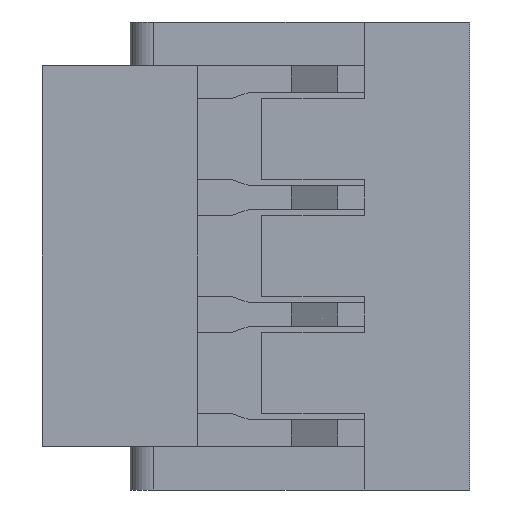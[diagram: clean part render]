
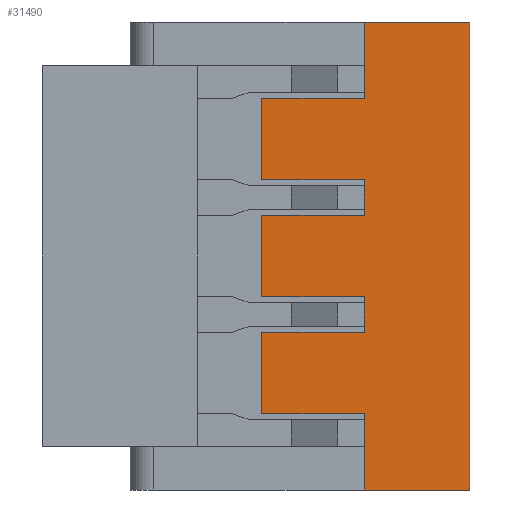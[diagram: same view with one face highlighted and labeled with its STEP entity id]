
A CAD part, left-side view. The second image highlights one B-rep face of the part: STEP entity #31490.
In plain terms, the highlighted planar face has unit normal (-1, 0, 0).
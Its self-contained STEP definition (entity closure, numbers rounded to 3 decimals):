
#3140=CARTESIAN_POINT('',(-4.26,-0.4,18.7));
#3150=VERTEX_POINT('',#3140);
#3200=CARTESIAN_POINT('',(-4.26,-0.4,18.));
#3210=DIRECTION('',(0.,0.,-1.));
#3220=VECTOR('',#3210,1.);
#3230=LINE('',#3200,#3220);
#3240=CARTESIAN_POINT('',(-4.26,-0.4,17.3));
#3250=VERTEX_POINT('',#3240);
#3260=EDGE_CURVE('',#3150,#3250,#3230,.T.);
#6540=CARTESIAN_POINT('',(-4.26,0.,17.3));
#6550=DIRECTION('',(0.,1.,0.));
#6560=VECTOR('',#6550,1.);
#6570=LINE('',#6540,#6560);
#6580=CARTESIAN_POINT('',(-4.26,-2.15,17.3));
#6590=VERTEX_POINT('',#6580);
#6600=EDGE_CURVE('',#6590,#3250,#6570,.T.);
#8120=CARTESIAN_POINT('',(-4.26,-2.15,16.));
#8130=DIRECTION('',(0.,0.,-1.));
#8140=VECTOR('',#8130,1.);
#8150=LINE('',#8120,#8140);
#8160=CARTESIAN_POINT('',(-4.26,-2.15,16.7));
#8170=VERTEX_POINT('',#8160);
#8180=EDGE_CURVE('',#6590,#8170,#8150,.T.);
#19470=CARTESIAN_POINT('',(-4.26,-3.95,20.));
#19480=VERTEX_POINT('',#19470);
#19510=CARTESIAN_POINT('',(-4.26,-3.95,20.));
#19520=DIRECTION('',(0.,1.,0.));
#19530=VECTOR('',#19520,1.);
#19540=LINE('',#19510,#19530);
#19550=CARTESIAN_POINT('',(-4.26,-2.15,20.));
#19560=VERTEX_POINT('',#19550);
#19570=EDGE_CURVE('',#19480,#19560,#19540,.T.);
#20090=CARTESIAN_POINT('',(-4.26,-0.4,16.7));
#20100=VERTEX_POINT('',#20090);
#20240=CARTESIAN_POINT('',(-4.26,0.,16.7));
#20250=DIRECTION('',(0.,1.,0.));
#20260=VECTOR('',#20250,1.);
#20270=LINE('',#20240,#20260);
#20280=EDGE_CURVE('',#8170,#20100,#20270,.T.);
#29320=CARTESIAN_POINT('',(-4.26,-3.95,12.));
#29330=VERTEX_POINT('',#29320);
#29360=CARTESIAN_POINT('',(-4.26,-3.95,6.));
#29370=DIRECTION('',(0.,0.,1.));
#29380=VECTOR('',#29370,1.);
#29390=LINE('',#29360,#29380);
#29400=EDGE_CURVE('',#29330,#19480,#29390,.T.);
#29950=CARTESIAN_POINT('',(-4.26,-0.4,16.));
#29960=DIRECTION('',(0.,0.,-1.));
#29970=VECTOR('',#29960,1.);
#29980=LINE('',#29950,#29970);
#29990=CARTESIAN_POINT('',(-4.26,-0.4,15.3));
#30000=VERTEX_POINT('',#29990);
#30010=EDGE_CURVE('',#20100,#30000,#29980,.T.);
#30250=CARTESIAN_POINT('',(-4.26,0.,13.3));
#30260=DIRECTION('',(0.,1.,0.));
#30270=VECTOR('',#30260,1.);
#30280=LINE('',#30250,#30270);
#30290=CARTESIAN_POINT('',(-4.26,-2.15,13.3));
#30300=VERTEX_POINT('',#30290);
#30310=CARTESIAN_POINT('',(-4.26,-0.4,13.3));
#30320=VERTEX_POINT('',#30310);
#30330=EDGE_CURVE('',#30300,#30320,#30280,.T.);
#30760=CARTESIAN_POINT('',(-4.26,-0.4,12.));
#30770=DIRECTION('',(1.,0.,0.));
#30780=DIRECTION('',(0.,-1.,0.));
#30790=AXIS2_PLACEMENT_3D('',#30760,#30770,#30780);
#30800=PLANE('',#30790);
#30810=ORIENTED_EDGE('',*,*,#20280,.T.);
#30820=ORIENTED_EDGE('',*,*,#8180,.T.);
#30830=ORIENTED_EDGE('',*,*,#6600,.F.);
#30840=ORIENTED_EDGE('',*,*,#3260,.T.);
#30850=CARTESIAN_POINT('',(-4.26,0.,18.7));
#30860=DIRECTION('',(0.,1.,0.));
#30870=VECTOR('',#30860,1.);
#30880=LINE('',#30850,#30870);
#30890=CARTESIAN_POINT('',(-4.26,-2.15,18.7));
#30900=VERTEX_POINT('',#30890);
#30910=EDGE_CURVE('',#30900,#3150,#30880,.T.);
#30920=ORIENTED_EDGE('',*,*,#30910,.T.);
#30930=CARTESIAN_POINT('',(-4.26,-2.15,19.25));
#30940=DIRECTION('',(0.,0.,1.));
#30950=VECTOR('',#30940,1.);
#30960=LINE('',#30930,#30950);
#30970=EDGE_CURVE('',#30900,#19560,#30960,.T.);
#30980=ORIENTED_EDGE('',*,*,#30970,.F.);
#30990=ORIENTED_EDGE('',*,*,#19570,.T.);
#31000=ORIENTED_EDGE('',*,*,#29400,.T.);
#31010=CARTESIAN_POINT('',(-4.26,-3.95,12.));
#31020=DIRECTION('',(0.,1.,0.));
#31030=VECTOR('',#31020,1.);
#31040=LINE('',#31010,#31030);
#31050=CARTESIAN_POINT('',(-4.26,-2.15,12.));
#31060=VERTEX_POINT('',#31050);
#31070=EDGE_CURVE('',#29330,#31060,#31040,.T.);
#31080=ORIENTED_EDGE('',*,*,#31070,.F.);
#31090=CARTESIAN_POINT('',(-4.26,-2.15,12.75));
#31100=DIRECTION('',(0.,0.,-1.));
#31110=VECTOR('',#31100,1.);
#31120=LINE('',#31090,#31110);
#31130=EDGE_CURVE('',#30300,#31060,#31120,.T.);
#31140=ORIENTED_EDGE('',*,*,#31130,.T.);
#31150=ORIENTED_EDGE('',*,*,#30330,.F.);
#31160=CARTESIAN_POINT('',(-4.26,-0.4,14.));
#31170=DIRECTION('',(0.,0.,1.));
#31180=VECTOR('',#31170,1.);
#31190=LINE('',#31160,#31180);
#31200=CARTESIAN_POINT('',(-4.26,-0.4,14.7));
#31210=VERTEX_POINT('',#31200);
#31220=EDGE_CURVE('',#30320,#31210,#31190,.T.);
#31230=ORIENTED_EDGE('',*,*,#31220,.F.);
#31240=CARTESIAN_POINT('',(-4.26,0.,14.7));
#31250=DIRECTION('',(0.,1.,0.));
#31260=VECTOR('',#31250,1.);
#31270=LINE('',#31240,#31260);
#31280=CARTESIAN_POINT('',(-4.26,-2.15,14.7));
#31290=VERTEX_POINT('',#31280);
#31300=EDGE_CURVE('',#31290,#31210,#31270,.T.);
#31310=ORIENTED_EDGE('',*,*,#31300,.T.);
#31320=CARTESIAN_POINT('',(-4.26,-2.15,16.));
#31330=DIRECTION('',(0.,0.,1.));
#31340=VECTOR('',#31330,1.);
#31350=LINE('',#31320,#31340);
#31360=CARTESIAN_POINT('',(-4.26,-2.15,15.3));
#31370=VERTEX_POINT('',#31360);
#31380=EDGE_CURVE('',#31290,#31370,#31350,.T.);
#31390=ORIENTED_EDGE('',*,*,#31380,.F.);
#31400=CARTESIAN_POINT('',(-4.26,0.,15.3));
#31410=DIRECTION('',(0.,1.,0.));
#31420=VECTOR('',#31410,1.);
#31430=LINE('',#31400,#31420);
#31440=EDGE_CURVE('',#31370,#30000,#31430,.T.);
#31450=ORIENTED_EDGE('',*,*,#31440,.F.);
#31460=ORIENTED_EDGE('',*,*,#30010,.T.);
#31470=EDGE_LOOP('',(#31460,#31450,#31390,#31310,#31230,#31150,#31140,
#31080,#31000,#30990,#30980,#30920,#30840,#30830,#30820,#30810));
#31480=FACE_OUTER_BOUND('',#31470,.T.);
#31490=ADVANCED_FACE('',(#31480),#30800,.F.);
